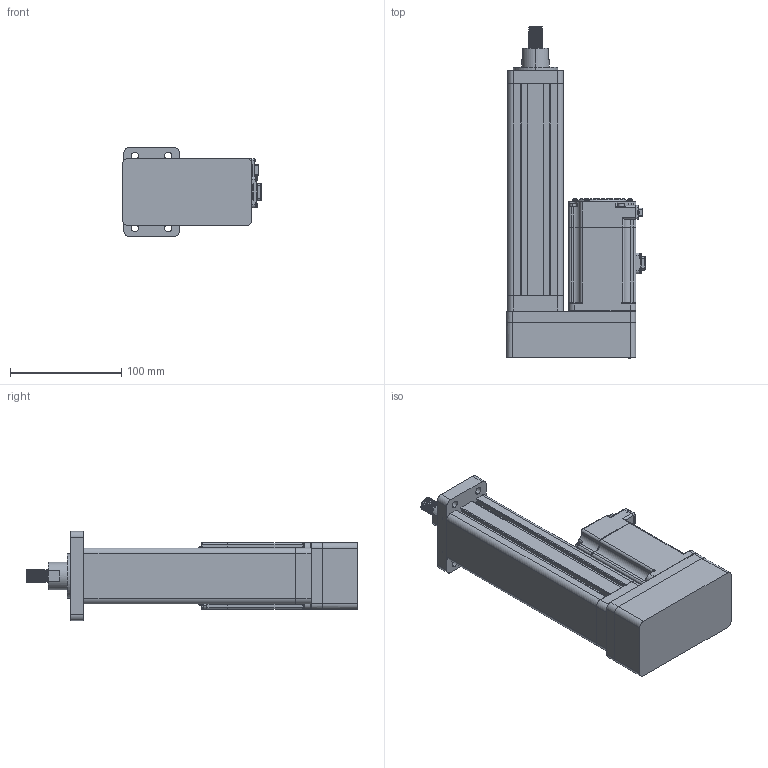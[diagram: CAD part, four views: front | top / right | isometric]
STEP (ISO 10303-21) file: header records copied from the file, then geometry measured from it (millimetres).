
FILE_DESCRIPTION (( 'STEP AP203' ), '1' );
FILE_NAME ('RLA50-5QF-1KN-R120-167mm-s.STEP', '2025-02-10T09:43:58', ( '微软用户' ), ( '微软中国' ), 'SwSTEP 2.0', 'SolidWorks 2022', '' );
FILE_SCHEMA (( 'CONFIG_CONTROL_DESIGN' ));
Length unit declared in the file: millimetre
Products named in the file (22): ACM2 60___________SZ______.STEP; ______M2__6__________________________GB_uT 823-1988_M2__6.STEP; ACM1H-0602B.STEP; ______M3__25______________________12.9____GB_uT 70.1-2008_M3__25.STEP; ACM2 _________200W RY.STEP; ACM2 _____________200W ____+________.STEP; 105120600033 ________.STEP; ______ 2-______________.STEP; ACM2 _________________200W RY.STEP; ________________M2__6+____+______________.STEP; ____________.STEP; ACM2 _____________200W RY.STEP; ACM1H-0602B; __________M2________GB_uT 93-1987_2.STEP; SC-MC7P-A82G-00 __________.STEP; ACM2 _____________200W RY-1.STEP; ACM2 _______________ACM2S 200W RY ____+________.STEP; ______SC__14__28__4__NOK.STEP; ACM2 60___________200W ____+________.STEP; RLA50-5QF-1KN-R120-167mm-s; 50缸行程120折叠前法兰安装; ____ M2.5__5 __________________ ____________6__+____ ____ .STEP
Assembly tree (30 placements, depth 8):
  RLA50-5QF-1KN-R120-167mm-s
    50缸行程120折叠前法兰安装
    ACM1H-0602B
      ACM1H-0602B.STEP
        ACM2 _______________ACM2S 200W RY ____+________.STEP
          ACM2 _____________200W ____+________.STEP
            ________________M2__6+____+______________.STEP  x4
              ______M2__6__________________________GB_uT 823-1988_M2__6.STEP
              __________M2________GB_uT 93-1987_2.STEP
              ______ 2-______________.STEP
            ACM2 60___________200W ____+________.STEP
            105120600033 ________.STEP
          ACM2 _____________200W RY.STEP
            ACM2 _____________200W RY-1.STEP
              ACM2 _________________200W RY.STEP
                ACM2 _________200W RY.STEP
            ACM2 60___________SZ______.STEP
          ______M3__25______________________12.9____GB_uT 70.1-2008_M3__25.STEP  x4
          ______SC__14__28__4__NOK.STEP
        SC-MC7P-A82G-00 __________.STEP
        ____________.STEP
        ____ M2.5__5 __________________ ____________6__+____ ____ .STEP  x4
Bounding box: 124.6 x 298 x 80 mm (x, y, z)
Volume: 706283.7 mm3; surface area: 203325.6 mm2
Topology: 38 solids, 39 shells, 4014 faces, 10040 edges, 6190 vertices
Faces by surface type: plane 1851, cylinder 1164, cone 333, bspline 331, torus 311, sphere 24
Entity records: 130746 total; most frequent: CARTESIAN_POINT 42836, ORIENTED_EDGE 18098, DIRECTION 17459, EDGE_CURVE 9049, AXIS2_PLACEMENT_3D 6073, VERTEX_POINT 5668, VECTOR 5313, LINE 5313
